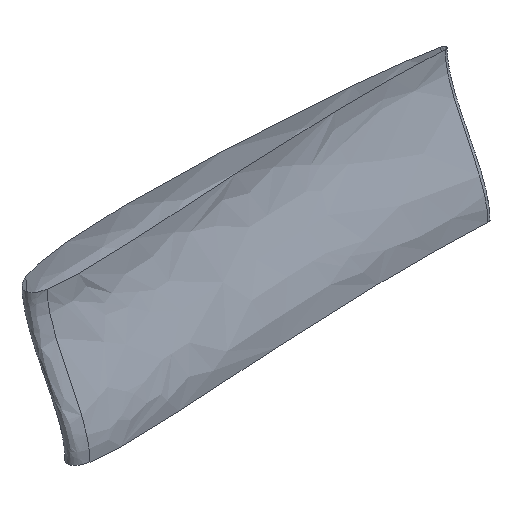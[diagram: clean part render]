
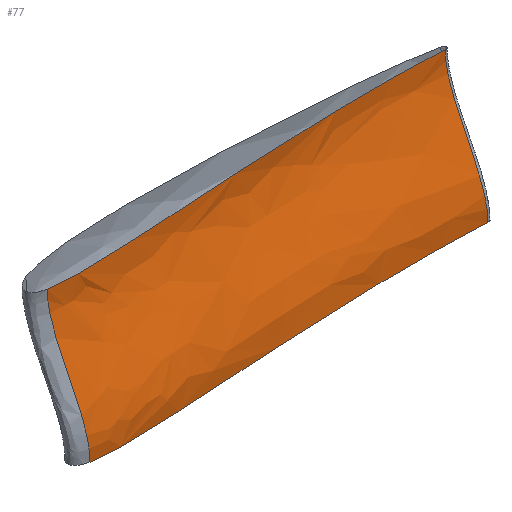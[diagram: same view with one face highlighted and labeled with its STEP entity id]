
A CAD part, isometric view. The second image highlights one B-rep face of the part: STEP entity #77.
In plain terms, the highlighted free-form (B-spline) face has degree [3, 3] with [4, 4] control points.
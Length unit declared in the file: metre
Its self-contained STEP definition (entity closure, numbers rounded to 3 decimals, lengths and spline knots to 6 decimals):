
#42 = CARTESIAN_POINT ( 'Control Point', ( 0.040009, -0.024986, 0.0 ) ) ;
#43 = CARTESIAN_POINT ( 'Control Point', ( 0.16, -0.048267, 0.0 ) ) ;
#44 = CARTESIAN_POINT ( 'Control Point', ( 0.590004, 0.015604, 0.0 ) ) ;
#45 = CARTESIAN_POINT ( 'Control Point', ( 0.990004, -0.005009, 0.0 ) ) ;
#46 = CARTESIAN_POINT ( 'Control Point', ( 0.040009, -0.024986, 0.1 ) ) ;
#47 = CARTESIAN_POINT ( 'Control Point', ( 0.476665, -0.041607, 0.1 ) ) ;
#48 = CARTESIAN_POINT ( 'Control Point', ( 0.273339, 0.008945, 0.1 ) ) ;
#49 = CARTESIAN_POINT ( 'Control Point', ( 0.990004, -0.005009, 0.1 ) ) ;
#50 = CARTESIAN_POINT ( 'Control Point', ( 0.040009, 0.075014, 0.2 ) ) ;
#51 = CARTESIAN_POINT ( 'Control Point', ( 0.476665, 0.058393, 0.2 ) ) ;
#52 = CARTESIAN_POINT ( 'Control Point', ( 0.273339, 0.108945, 0.2 ) ) ;
#53 = CARTESIAN_POINT ( 'Control Point', ( 0.990004, 0.094991, 0.2 ) ) ;
#54 = CARTESIAN_POINT ( 'Control Point', ( 0.040009, 0.075014, 0.3 ) ) ;
#55 = CARTESIAN_POINT ( 'Control Point', ( 0.16, 0.051733, 0.3 ) ) ;
#56 = CARTESIAN_POINT ( 'Control Point', ( 0.590004, 0.115604, 0.3 ) ) ;
#57 = CARTESIAN_POINT ( 'Control Point', ( 0.990004, 0.094991, 0.3 ) ) ;
#58 = VERTEX_POINT ( 'End point ss', #42 ) ;
#59 = VERTEX_POINT ( 'End point ss', #54 ) ;
#60 = VERTEX_POINT ( 'End point ss', #45 ) ;
#61 = VERTEX_POINT ( 'End point ss', #57 ) ;
#62 = B_SPLINE_CURVE_WITH_KNOTS ( '0 ss', 3, ( #42, #43, #44, #45 ), .UNSPECIFIED., .T., .T., ( 4, 4 ), ( 0, 0.951071 ), .UNSPECIFIED. ) ;
#65 = B_SPLINE_CURVE_WITH_KNOTS ( '0 le_ss', 3, ( #42, #46, #50, #54 ), .UNSPECIFIED., .T., .T., ( 4, 4 ), ( 0, 0.319134 ), .UNSPECIFIED. ) ;
#68 = B_SPLINE_CURVE_WITH_KNOTS ( '1 ss', 3, ( #54, #55, #56, #57 ), .UNSPECIFIED., .T., .T., ( 4, 4 ), ( 0, 0.951071 ), .UNSPECIFIED. ) ;
#71 = B_SPLINE_CURVE_WITH_KNOTS ( '0 te_ss', 3, ( #45, #49, #53, #57 ), .UNSPECIFIED., .T., .T., ( 4, 4 ), ( 0, 0.319134 ), .UNSPECIFIED. ) ;
#63 = EDGE_CURVE ( 'spline 0 ss', #58, #60, #62, .T. ) ;
#66 = EDGE_CURVE ( 'spline 0 le_ss', #58, #59, #65, .T. ) ;
#69 = EDGE_CURVE ( 'spline 1 ss', #59, #61, #68, .T. ) ;
#72 = EDGE_CURVE ( 'spline 0 te_ss', #60, #61, #71, .T. ) ;
#64 = ORIENTED_EDGE ( 'spline 0 ss', *, *, #63, .F. ) ;
#67 = ORIENTED_EDGE ( 'spline 0 le_ss', *, *, #66, .T. ) ;
#70 = ORIENTED_EDGE ( 'spline 1 ss', *, *, #69, .T. ) ;
#73 = ORIENTED_EDGE ( 'spline 0 te_ss', *, *, #72, .F. ) ;
#74 = B_SPLINE_SURFACE_WITH_KNOTS ( 'ss b-spline surface', 3, 3, ( ( #42, #43, #44, #45 ), ( #46, #47, #48, #49 ), ( #50, #51, #52, #53 ), ( #54, #55, #56, #57 )),.UNSPECIFIED., .F., .F., .F.,( 4, 4 ),( 4, 4 ),( 0, 0.951071 ),( 0, 0.319134 ),.UNSPECIFIED. );
#75 = EDGE_LOOP ( 'ss surface', ( #64, #67, #70, #73 ) ) ;
#76 = FACE_OUTER_BOUND ( 'ss surface', #75, .T. ) ;
#77 = ADVANCED_FACE ( 'ss surface', ( #76 ), #74, .T. ) ;
